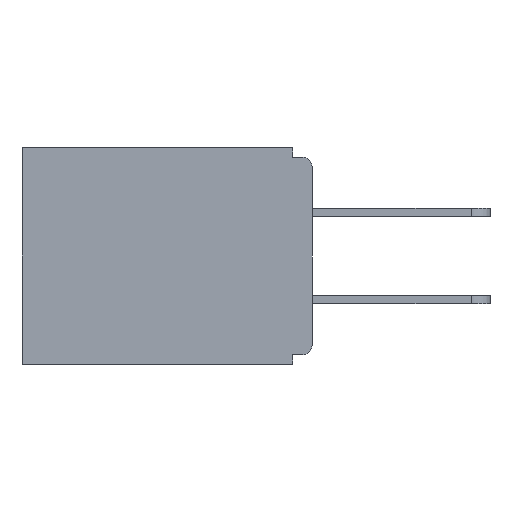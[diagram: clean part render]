
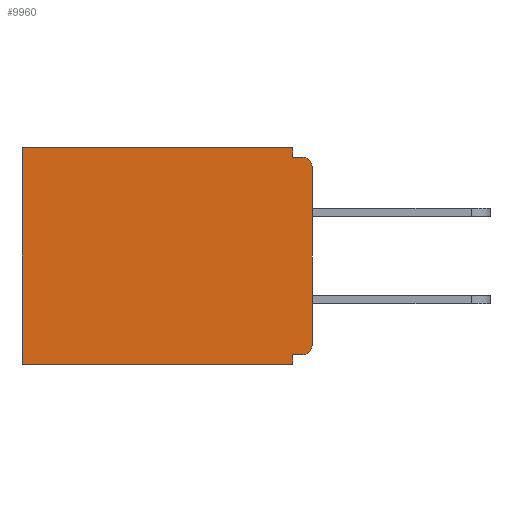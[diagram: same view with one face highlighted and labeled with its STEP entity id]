
A CAD part, left-side view. The second image highlights one B-rep face of the part: STEP entity #9960.
In plain terms, the highlighted planar face has unit normal (-1, 0, 0).
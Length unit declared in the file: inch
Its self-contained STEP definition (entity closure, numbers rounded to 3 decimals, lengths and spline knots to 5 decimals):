
#138 = EDGE_LOOP ( 'NONE', ( #8267, #5431, #6427, #8586, #10289, #4599, #4655, #11483, #10245, #9685 ) ) ;
#234 = VECTOR ( 'NONE', #11238, 39.37008 ) ;
#266 = VERTEX_POINT ( 'NONE', #3627 ) ;
#657 = CARTESIAN_POINT ( 'NONE',  ( 0.298, 0.46, 0. ) ) ;
#765 = AXIS2_PLACEMENT_3D ( 'NONE', #5306, #7267, #3487 ) ;
#1019 = VERTEX_POINT ( 'NONE', #657 ) ;
#1190 = CARTESIAN_POINT ( 'NONE',  ( 0.298, 0.031, 0. ) ) ;
#1209 = LINE ( 'NONE', #7103, #11123 ) ;
#1256 = VERTEX_POINT ( 'NONE', #11289 ) ;
#1699 = DIRECTION ( 'NONE',  ( 0., 0., -1. ) ) ;
#1769 = DIRECTION ( 'NONE',  ( 0., 0., -1. ) ) ;
#2102 = CARTESIAN_POINT ( 'NONE',  ( 0.298, 0.031, -0.343 ) ) ;
#2135 = AXIS2_PLACEMENT_3D ( 'NONE', #11203, #11128, #5898 ) ;
#2494 = LINE ( 'NONE', #7677, #234 ) ;
#2520 = CIRCLE ( 'NONE', #765, 0.015 ) ;
#2634 = EDGE_CURVE ( 'NONE', #10627, #3739, #2520, .T. ) ;
#2646 = EDGE_CURVE ( 'NONE', #5755, #3739, #8286, .T. ) ;
#2745 = DIRECTION ( 'NONE',  ( 0., -1., 0. ) ) ;
#2812 = VERTEX_POINT ( 'NONE', #9619 ) ;
#2833 = EDGE_CURVE ( 'NONE', #5376, #5755, #3926, .T. ) ;
#2973 = DIRECTION ( 'NONE',  ( 0., 1., 0. ) ) ;
#2979 = EDGE_CURVE ( 'NONE', #2812, #1256, #4326, .T. ) ;
#3076 = LINE ( 'NONE', #3722, #3467 ) ;
#3467 = VECTOR ( 'NONE', #10014, 39.37008 ) ;
#3487 = DIRECTION ( 'NONE',  ( 0., 0., -1. ) ) ;
#3627 = CARTESIAN_POINT ( 'NONE',  ( 0.298, 0.46, -0.343 ) ) ;
#3722 = CARTESIAN_POINT ( 'NONE',  ( 0.298, 0., 0. ) ) ;
#3739 = VERTEX_POINT ( 'NONE', #5538 ) ;
#3872 = EDGE_CURVE ( 'NONE', #5376, #1019, #2494, .T. ) ;
#3926 = LINE ( 'NONE', #7994, #11454 ) ;
#4060 = VERTEX_POINT ( 'NONE', #9109 ) ;
#4064 = VECTOR ( 'NONE', #2745, 39.37008 ) ;
#4161 = DIRECTION ( 'NONE',  ( 0., 0., -1. ) ) ;
#4326 = LINE ( 'NONE', #6598, #11047 ) ;
#4472 = CARTESIAN_POINT ( 'NONE',  ( 0.298, 0., -0.03 ) ) ;
#4479 = LINE ( 'NONE', #7914, #10465 ) ;
#4599 = ORIENTED_EDGE ( 'NONE', *, *, #6426, .F. ) ;
#4655 = ORIENTED_EDGE ( 'NONE', *, *, #11090, .F. ) ;
#5306 = CARTESIAN_POINT ( 'NONE',  ( 0.298, 0.015, -0.03 ) ) ;
#5314 = FACE_OUTER_BOUND ( 'NONE', #138, .T. ) ;
#5376 = VERTEX_POINT ( 'NONE', #1190 ) ;
#5431 = ORIENTED_EDGE ( 'NONE', *, *, #2646, .F. ) ;
#5538 = CARTESIAN_POINT ( 'NONE',  ( 0.298, 0.015, -0.015 ) ) ;
#5755 = VERTEX_POINT ( 'NONE', #9226 ) ;
#5898 = DIRECTION ( 'NONE',  ( 0., 0., -1. ) ) ;
#6149 = DIRECTION ( 'NONE',  ( 0., 1., 0. ) ) ;
#6426 = EDGE_CURVE ( 'NONE', #8929, #266, #1209, .T. ) ;
#6427 = ORIENTED_EDGE ( 'NONE', *, *, #2833, .F. ) ;
#6598 = CARTESIAN_POINT ( 'NONE',  ( 0.298, 0., -0.328 ) ) ;
#6734 = CIRCLE ( 'NONE', #2135, 0.015 ) ;
#7063 = DIRECTION ( 'NONE',  ( 0., 0., -1. ) ) ;
#7098 = DIRECTION ( 'NONE',  ( 1., 0., 0. ) ) ;
#7103 = CARTESIAN_POINT ( 'NONE',  ( 0.298, 0., -0.343 ) ) ;
#7136 = LINE ( 'NONE', #11235, #9767 ) ;
#7267 = DIRECTION ( 'NONE',  ( -1., 0., 0. ) ) ;
#7677 = CARTESIAN_POINT ( 'NONE',  ( 0.298, 0., 0. ) ) ;
#7914 = CARTESIAN_POINT ( 'NONE',  ( 0.298, 0.46, 0. ) ) ;
#7992 = CARTESIAN_POINT ( 'NONE',  ( 0.298, 0., 0. ) ) ;
#7994 = CARTESIAN_POINT ( 'NONE',  ( 0.298, 0.031, -0.343 ) ) ;
#8029 = PLANE ( 'NONE',  #9520 ) ;
#8095 = CARTESIAN_POINT ( 'NONE',  ( 0.298, 0., -0.015 ) ) ;
#8267 = ORIENTED_EDGE ( 'NONE', *, *, #2634, .T. ) ;
#8286 = LINE ( 'NONE', #8095, #4064 ) ;
#8586 = ORIENTED_EDGE ( 'NONE', *, *, #3872, .T. ) ;
#8929 = VERTEX_POINT ( 'NONE', #2102 ) ;
#9109 = CARTESIAN_POINT ( 'NONE',  ( 0.298, 0., -0.313 ) ) ;
#9226 = CARTESIAN_POINT ( 'NONE',  ( 0.298, 0.031, -0.015 ) ) ;
#9236 = EDGE_CURVE ( 'NONE', #1019, #266, #4479, .T. ) ;
#9520 = AXIS2_PLACEMENT_3D ( 'NONE', #7992, #7098, #1769 ) ;
#9619 = CARTESIAN_POINT ( 'NONE',  ( 0.298, 0.015, -0.328 ) ) ;
#9685 = ORIENTED_EDGE ( 'NONE', *, *, #11014, .F. ) ;
#9767 = VECTOR ( 'NONE', #4161, 39.37008 ) ;
#9960 = ADVANCED_FACE ( 'NONE', ( #5314 ), #8029, .F. ) ;
#10014 = DIRECTION ( 'NONE',  ( 0., 0., -1. ) ) ;
#10245 = ORIENTED_EDGE ( 'NONE', *, *, #10255, .T. ) ;
#10255 = EDGE_CURVE ( 'NONE', #2812, #4060, #6734, .T. ) ;
#10289 = ORIENTED_EDGE ( 'NONE', *, *, #9236, .T. ) ;
#10465 = VECTOR ( 'NONE', #1699, 39.37008 ) ;
#10627 = VERTEX_POINT ( 'NONE', #4472 ) ;
#11014 = EDGE_CURVE ( 'NONE', #10627, #4060, #3076, .T. ) ;
#11047 = VECTOR ( 'NONE', #2973, 39.37008 ) ;
#11090 = EDGE_CURVE ( 'NONE', #1256, #8929, #7136, .T. ) ;
#11123 = VECTOR ( 'NONE', #6149, 39.37008 ) ;
#11128 = DIRECTION ( 'NONE',  ( -1., 0., 0. ) ) ;
#11203 = CARTESIAN_POINT ( 'NONE',  ( 0.298, 0.015, -0.313 ) ) ;
#11235 = CARTESIAN_POINT ( 'NONE',  ( 0.298, 0.031, -0.343 ) ) ;
#11238 = DIRECTION ( 'NONE',  ( 0., 1., 0. ) ) ;
#11289 = CARTESIAN_POINT ( 'NONE',  ( 0.298, 0.031, -0.328 ) ) ;
#11454 = VECTOR ( 'NONE', #7063, 39.37008 ) ;
#11483 = ORIENTED_EDGE ( 'NONE', *, *, #2979, .F. ) ;
